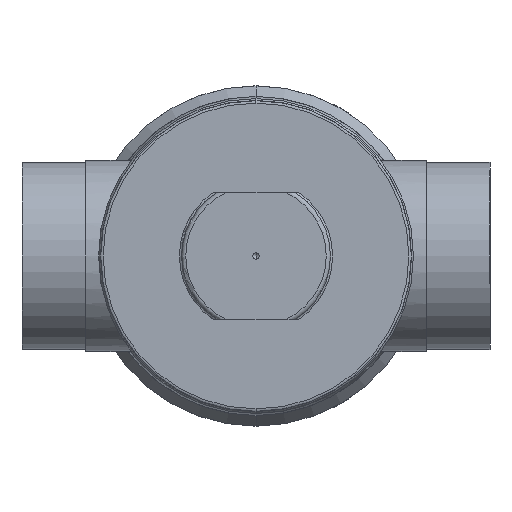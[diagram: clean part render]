
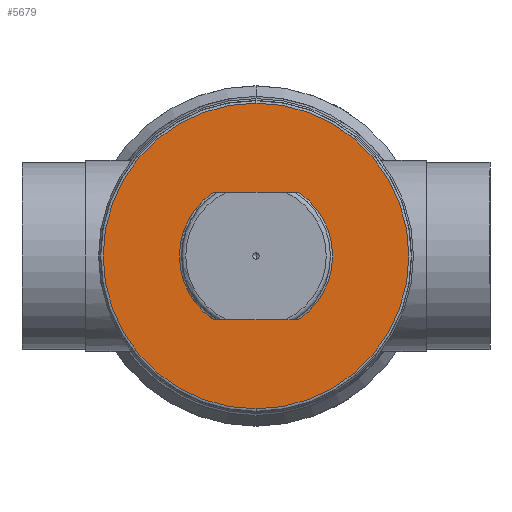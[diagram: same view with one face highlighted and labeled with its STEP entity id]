
A CAD part, front view. The second image highlights one B-rep face of the part: STEP entity #5679.
In plain terms, the highlighted planar face has unit normal (0, -1, 0).
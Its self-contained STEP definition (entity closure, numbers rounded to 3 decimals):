
#100 = ORIENTED_EDGE ( 'NONE', *, *, #13483, .F. ) ;
#287 = DIRECTION ( 'NONE',  ( -1., 0., 0. ) ) ;
#334 = CIRCLE ( 'NONE', #16391, 71.869 ) ;
#558 = CARTESIAN_POINT ( 'NONE',  ( -19.9, -102., 30. ) ) ;
#682 = AXIS2_PLACEMENT_3D ( 'NONE', #1610, #10589, #2992 ) ;
#1610 = CARTESIAN_POINT ( 'NONE',  ( 71.869, -102., 0. ) ) ;
#2015 = CARTESIAN_POINT ( 'NONE',  ( 19.9, -102., 30. ) ) ;
#2070 = CARTESIAN_POINT ( 'NONE',  ( 0., -102., 0. ) ) ;
#2116 = LINE ( 'NONE', #5519, #15445 ) ;
#2198 = LINE ( 'NONE', #16240, #4434 ) ;
#2253 = DIRECTION ( 'NONE',  ( 0., 1., 0. ) ) ;
#2962 = EDGE_CURVE ( 'NONE', #4304, #16148, #13132, .T. ) ;
#2992 = DIRECTION ( 'NONE',  ( 0., 0., -1. ) ) ;
#4304 = VERTEX_POINT ( 'NONE', #2015 ) ;
#4434 = VECTOR ( 'NONE', #12242, 1000. ) ;
#4782 = DIRECTION ( 'NONE',  ( 0., 1., 0. ) ) ;
#5519 = CARTESIAN_POINT ( 'NONE',  ( -40., -102., 30. ) ) ;
#5590 = CARTESIAN_POINT ( 'NONE',  ( -19.9, -102., -30. ) ) ;
#5679 = ADVANCED_FACE ( 'NONE', ( #16501, #13024 ), #9404, .F. ) ;
#6679 = ORIENTED_EDGE ( 'NONE', *, *, #11832, .F. ) ;
#7209 = CIRCLE ( 'NONE', #9637, 71.869 ) ;
#7354 = CARTESIAN_POINT ( 'NONE',  ( 0., -102., 0. ) ) ;
#7607 = CARTESIAN_POINT ( 'NONE',  ( 0., -102., 0. ) ) ;
#8128 = CARTESIAN_POINT ( 'NONE',  ( 0., -102., 71.869 ) ) ;
#8901 = DIRECTION ( 'NONE',  ( 0., 0., -1. ) ) ;
#9107 = AXIS2_PLACEMENT_3D ( 'NONE', #2070, #13811, #13756 ) ;
#9150 = ORIENTED_EDGE ( 'NONE', *, *, #2962, .T. ) ;
#9358 = EDGE_CURVE ( 'NONE', #4304, #9474, #2116, .T. ) ;
#9404 = PLANE ( 'NONE',  #682 ) ;
#9420 = VERTEX_POINT ( 'NONE', #8128 ) ;
#9474 = VERTEX_POINT ( 'NONE', #558 ) ;
#9637 = AXIS2_PLACEMENT_3D ( 'NONE', #7607, #13906, #8901 ) ;
#9900 = CARTESIAN_POINT ( 'NONE',  ( 0., -102., 0. ) ) ;
#10038 = EDGE_LOOP ( 'NONE', ( #9150, #6679, #16419, #15754 ) ) ;
#10075 = CIRCLE ( 'NONE', #9107, 36. ) ;
#10589 = DIRECTION ( 'NONE',  ( 0., 1., 0. ) ) ;
#10636 = VERTEX_POINT ( 'NONE', #13689 ) ;
#11499 = CARTESIAN_POINT ( 'NONE',  ( 19.9, -102., -30. ) ) ;
#11765 = VERTEX_POINT ( 'NONE', #5590 ) ;
#11832 = EDGE_CURVE ( 'NONE', #11765, #16148, #2198, .T. ) ;
#12242 = DIRECTION ( 'NONE',  ( 1., 0., 0. ) ) ;
#12696 = ORIENTED_EDGE ( 'NONE', *, *, #14618, .F. ) ;
#12891 = AXIS2_PLACEMENT_3D ( 'NONE', #9900, #2253, #13927 ) ;
#13024 = FACE_OUTER_BOUND ( 'NONE', #13394, .T. ) ;
#13132 = CIRCLE ( 'NONE', #12891, 36. ) ;
#13394 = EDGE_LOOP ( 'NONE', ( #12696, #100 ) ) ;
#13483 = EDGE_CURVE ( 'NONE', #9420, #10636, #334, .T. ) ;
#13689 = CARTESIAN_POINT ( 'NONE',  ( 0., -102., -71.869 ) ) ;
#13756 = DIRECTION ( 'NONE',  ( 0., 0., -1. ) ) ;
#13811 = DIRECTION ( 'NONE',  ( 0., 1., 0. ) ) ;
#13906 = DIRECTION ( 'NONE',  ( 0., 1., 0. ) ) ;
#13927 = DIRECTION ( 'NONE',  ( 0., 0., -1. ) ) ;
#14618 = EDGE_CURVE ( 'NONE', #10636, #9420, #7209, .T. ) ;
#15119 = DIRECTION ( 'NONE',  ( 0., 0., -1. ) ) ;
#15445 = VECTOR ( 'NONE', #287, 1000. ) ;
#15754 = ORIENTED_EDGE ( 'NONE', *, *, #9358, .F. ) ;
#16148 = VERTEX_POINT ( 'NONE', #11499 ) ;
#16240 = CARTESIAN_POINT ( 'NONE',  ( -40., -102., -30. ) ) ;
#16391 = AXIS2_PLACEMENT_3D ( 'NONE', #7354, #4782, #15119 ) ;
#16419 = ORIENTED_EDGE ( 'NONE', *, *, #16439, .T. ) ;
#16439 = EDGE_CURVE ( 'NONE', #11765, #9474, #10075, .T. ) ;
#16501 = FACE_BOUND ( 'NONE', #10038, .T. ) ;
